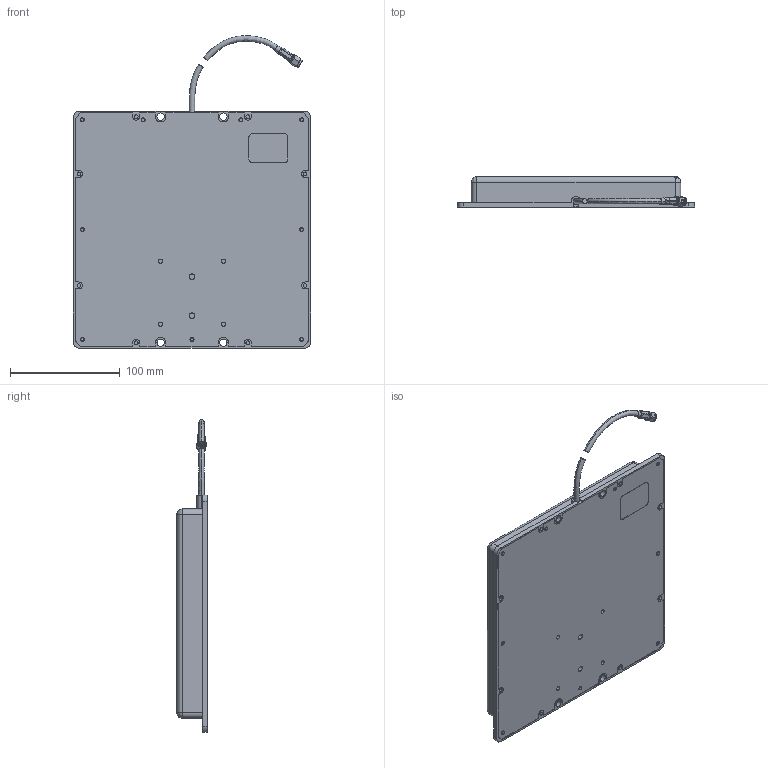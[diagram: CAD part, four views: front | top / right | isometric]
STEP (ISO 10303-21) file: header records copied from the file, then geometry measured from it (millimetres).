
FILE_DESCRIPTION (( 'STEP AP203' ), '1' );
FILE_NAME ('PE51FP1008-3.step', '2020-08-19T21:41:16', ( '' ), ( '' ), 'SwSTEP 2.0', 'SolidWorks 2018', '' );
FILE_SCHEMA (( 'CONFIG_CONTROL_DESIGN' ));
Length unit declared in the file: inch
Products named in the file (6): XF072-1001110^PE51FP1008-3; XF117-1021100^PE51FP1008-3; PE51FP1008-3; SMA Male^PE51FP1008-3; HEATSH-HEX_stepd_195White^PE51FP1008-3; 195_CABLE CUT^PE51FP1008-3
Assembly tree (5 placements, depth 2):
  PE51FP1008-3
    XF117-1021100^PE51FP1008-3
    XF072-1001110^PE51FP1008-3
    195_CABLE CUT^PE51FP1008-3
    HEATSH-HEX_stepd_195White^PE51FP1008-3
    SMA Male^PE51FP1008-3
Bounding box: 215.9 x 27.81 x 284.43 mm (x, y, z)
Volume: 243006.6 mm3; surface area: 232245.1 mm2
Topology: 6 solids, 6 shells, 575 faces, 1384 edges, 873 vertices
Faces by surface type: cylinder 235, plane 220, cone 70, torus 30, sphere 11, bspline 9
Entity records: 18578 total; most frequent: CARTESIAN_POINT 4170, DIRECTION 3059, ORIENTED_EDGE 2746, EDGE_CURVE 1373, AXIS2_PLACEMENT_3D 1176, VERTEX_POINT 871, VECTOR 707, LINE 707
